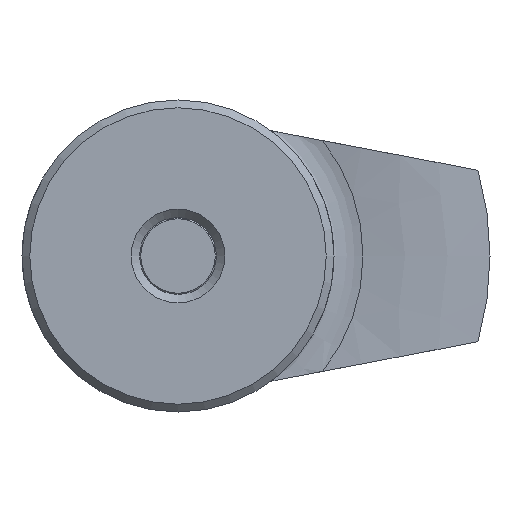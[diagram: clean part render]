
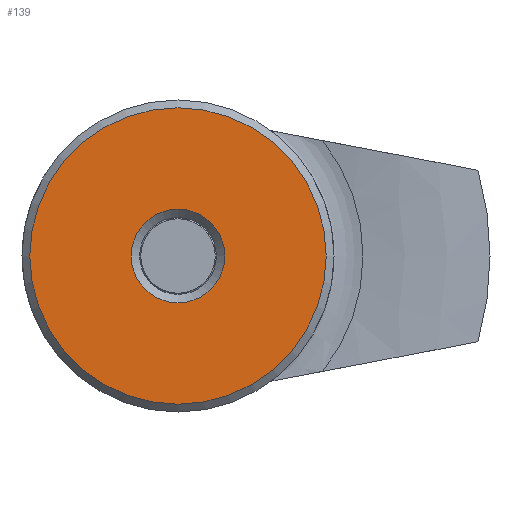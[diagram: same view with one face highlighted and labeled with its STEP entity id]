
A CAD part, front view. The second image highlights one B-rep face of the part: STEP entity #139.
In plain terms, the highlighted planar face has unit normal (0, -1, 0).
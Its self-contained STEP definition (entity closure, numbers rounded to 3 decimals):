
#139 = ADVANCED_FACE( '', ( #303, #304 ), #305, .F. );
#303 = FACE_BOUND( '', #495, .T. );
#304 = FACE_OUTER_BOUND( '', #496, .T. );
#305 = PLANE( '', #497 );
#495 = EDGE_LOOP( '', ( #782 ) );
#496 = EDGE_LOOP( '', ( #783 ) );
#497 = AXIS2_PLACEMENT_3D( '', #784, #785, #786 );
#782 = ORIENTED_EDGE( '', *, *, #947, .F. );
#783 = ORIENTED_EDGE( '', *, *, #901, .T. );
#784 = CARTESIAN_POINT( '', ( 9.5, 0., 0. ) );
#785 = DIRECTION( '', ( 0., 1., 0. ) );
#786 = DIRECTION( '', ( 0., 0., 1. ) );
#901 = EDGE_CURVE( '', #1052, #1052, #1053, .T. );
#947 = EDGE_CURVE( '', #1113, #1113, #1114, .T. );
#1052 = VERTEX_POINT( '', #1270 );
#1053 = CIRCLE( '', #1271, 9.5 );
#1113 = VERTEX_POINT( '', #1352 );
#1114 = CIRCLE( '', #1353, 3. );
#1270 = CARTESIAN_POINT( '', ( 0., 0., -9.5 ) );
#1271 = AXIS2_PLACEMENT_3D( '', #1451, #1452, #1453 );
#1352 = CARTESIAN_POINT( '', ( 0., 0., -3. ) );
#1353 = AXIS2_PLACEMENT_3D( '', #1503, #1504, #1505 );
#1451 = CARTESIAN_POINT( '', ( 0., 0., 0. ) );
#1452 = DIRECTION( '', ( 0., -1., 0. ) );
#1453 = DIRECTION( '', ( 0., 0., -1. ) );
#1503 = CARTESIAN_POINT( '', ( 0., 0., 0. ) );
#1504 = DIRECTION( '', ( 0., -1., 0. ) );
#1505 = DIRECTION( '', ( 0., 0., -1. ) );
